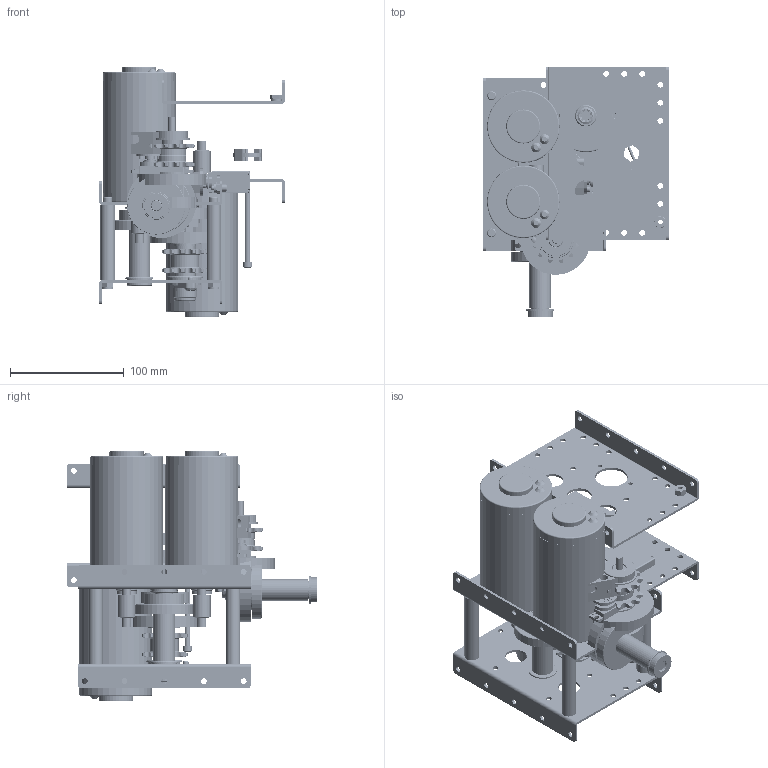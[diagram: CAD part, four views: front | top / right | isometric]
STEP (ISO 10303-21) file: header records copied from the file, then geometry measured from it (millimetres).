
FILE_DESCRIPTION( ( 'Unknown' ), '1' );
FILE_NAME( 'AMShifter-servo-motors.stp', 'Unknown', ( 'Unknown' ), ( 'Unknown' ), 'XStep 1.0', 'Unknown', ' ' );
FILE_SCHEMA( ( 'CONFIG_CONTROL_DESIGN' ) );
Length unit declared in the file: millimetre
Products named in the file (52): Servo-Shift-Shaft; Cluster_shaft; Assem1; AMS-CIM-motor-w-parts; AMShifter_base; Hitec Servo no arm; encoder_mount; servo_shift; Output_shaft_assy; fr-6; fr-6-zz; amshifter2_d10; amshifter2_d13; amshifter2_d11; Screw2; Servo Screw; Hitec Servo; amshifter2_d06; amshifter2_d09; amshifter2_d14; 67353805 washer; 67501726 0925x100 roll pin; 125x124x400_key; S35-12h; fr-8-zz; r8 bearing; amshifter2_d05; encoder-pad_d01; e4p-250-250_encoder; 10-32x0375_button-head; 10-32x3000_shcs; 10-32_nylock_nut; amshifter2_d04; AMShifter_d01; AMShifter_d15; 4-40x0500_shcs; Servo_shift_d03; Servo_shift_d01; CIM motor; 5-16_washer ...
Bounding box: 162.96 x 220.27 x 220.54 mm (x, y, z)
Volume: 2434863.6 mm3; surface area: 714254.4 mm2
Topology: 216 solids, 216 shells, 5364 faces, 13635 edges, 8794 vertices
Faces by surface type: plane 2238, cylinder 2024, cone 762, sphere 213, torus 92, bspline 35
Full cylindrical faces by diameter (mm): 1.524 x13, 1.941 x8, 2.156 x6, 2.337 x8, 2.381 x4, 2.489 x8, 2.515 x4, 2.591 x3, 2.794 x5, 2.946 x6, 3.307 x6, 3.967 x6, 4.039 x17, 4.089 x3, 4.191 x3, 4.369 x3, 4.623 x5, 4.763 x3, 4.775 x10, 4.826 x9, 4.953 x7, 5.029 x165, 5.207 x14, 5.309 x3, 5.461 x4, 6.299 x4, 6.35 x9, 6.756 x3, 7.112 x5, 7.569 x3
Entity records: 35930 total; most frequent: CARTESIAN_POINT 7144, DIRECTION 5681, ORIENTED_EDGE 4978, EDGE_CURVE 2489, AXIS2_PLACEMENT_3D 2306, VERTEX_POINT 1763, EDGE_LOOP 1662, FACE_OUTER_BOUND 1295
